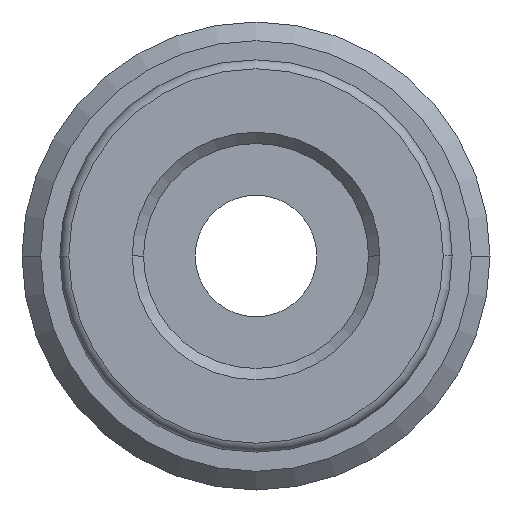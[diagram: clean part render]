
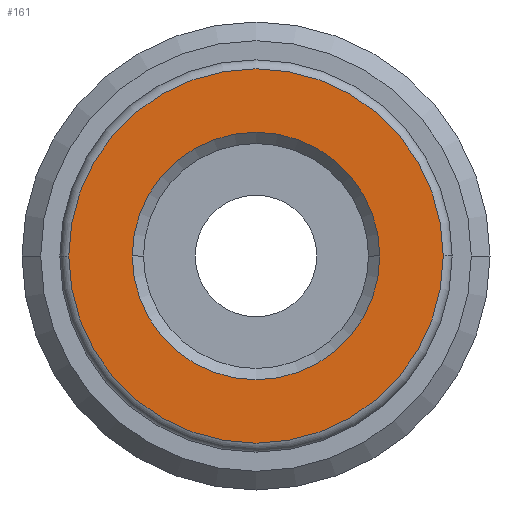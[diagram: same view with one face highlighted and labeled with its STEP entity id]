
A CAD part, front view. The second image highlights one B-rep face of the part: STEP entity #161.
In plain terms, the highlighted planar face has unit normal (0, -1, 0).
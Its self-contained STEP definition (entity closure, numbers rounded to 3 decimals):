
#161=ADVANCED_FACE('',(#373,#374),#375,.T.);
#373=FACE_BOUND('',#636,.T.);
#374=FACE_OUTER_BOUND('',#637,.T.);
#375=PLANE('',#638);
#636=EDGE_LOOP('',(#1037,#1038));
#637=EDGE_LOOP('',(#1039,#1040));
#638=AXIS2_PLACEMENT_3D('',#1041,#1042,#1043);
#1037=ORIENTED_EDGE('',*,*,#1592,.T.);
#1038=ORIENTED_EDGE('',*,*,#1593,.T.);
#1039=ORIENTED_EDGE('',*,*,#1594,.T.);
#1040=ORIENTED_EDGE('',*,*,#1595,.T.);
#1041=CARTESIAN_POINT('',(0.0,0.0,0.0));
#1042=DIRECTION('',(0.0,-1.0,0.0));
#1043=DIRECTION('',(-1.0,0.0,0.0));
#1592=EDGE_CURVE('',#1924,#1925,#1926,.T.);
#1593=EDGE_CURVE('',#1925,#1924,#1927,.T.);
#1594=EDGE_CURVE('',#1928,#1929,#1930,.T.);
#1595=EDGE_CURVE('',#1929,#1928,#1931,.T.);
#1924=VERTEX_POINT('',#2504);
#1925=VERTEX_POINT('',#2505);
#1926=CIRCLE('',#2506,2.75);
#1927=CIRCLE('',#2507,2.75);
#1928=VERTEX_POINT('',#2508);
#1929=VERTEX_POINT('',#2509);
#1930=CIRCLE('',#2510,4.16);
#1931=CIRCLE('',#2511,4.16);
#2504=CARTESIAN_POINT('',(-2.75,0.0,0.));
#2505=CARTESIAN_POINT('',(2.75,0.0,0.));
#2506=AXIS2_PLACEMENT_3D('',#2909,#2910,#2911);
#2507=AXIS2_PLACEMENT_3D('',#2912,#2913,#2914);
#2508=CARTESIAN_POINT('',(4.16,0.0,0.0));
#2509=CARTESIAN_POINT('',(-4.16,0.0,0.));
#2510=AXIS2_PLACEMENT_3D('',#2915,#2916,#2917);
#2511=AXIS2_PLACEMENT_3D('',#2918,#2919,#2920);
#2909=CARTESIAN_POINT('',(0.0,0.0,0.0));
#2910=DIRECTION('',(-0.0,1.0,0.0));
#2911=DIRECTION('',(1.0,0.0,0.0));
#2912=CARTESIAN_POINT('',(0.0,0.0,0.0));
#2913=DIRECTION('',(-0.0,1.0,0.0));
#2914=DIRECTION('',(1.0,0.0,0.0));
#2915=CARTESIAN_POINT('',(0.0,0.0,0.0));
#2916=DIRECTION('',(0.0,-1.0,0.0));
#2917=DIRECTION('',(1.0,0.0,0.0));
#2918=CARTESIAN_POINT('',(0.0,0.0,0.0));
#2919=DIRECTION('',(0.0,-1.0,0.0));
#2920=DIRECTION('',(1.0,0.0,0.0));
